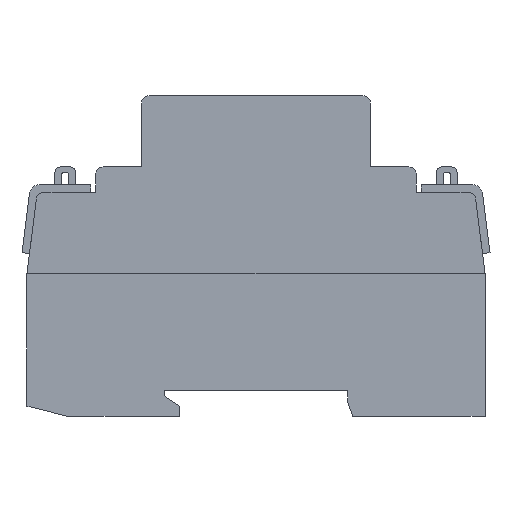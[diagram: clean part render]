
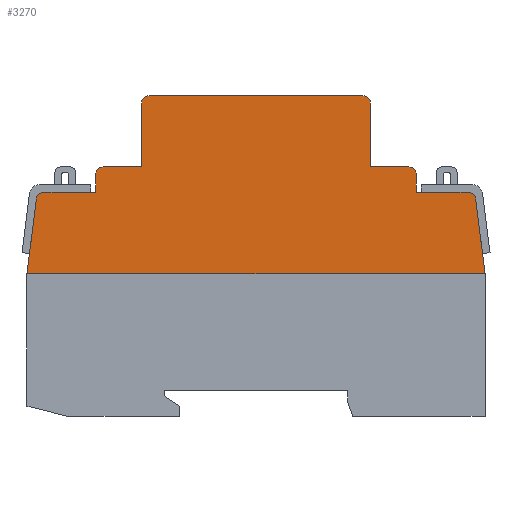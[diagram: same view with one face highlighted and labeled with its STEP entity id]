
A CAD part, left-side view. The second image highlights one B-rep face of the part: STEP entity #3270.
In plain terms, the highlighted planar face has unit normal (-1, 0, 0).
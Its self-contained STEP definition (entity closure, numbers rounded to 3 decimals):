
#43=CIRCLE('',#3466,1.5);
#45=CIRCLE('',#3471,1.5);
#47=CIRCLE('',#3476,1.5);
#49=CIRCLE('',#3482,1.5);
#51=CIRCLE('',#3487,1.5);
#53=CIRCLE('',#3492,1.5);
#282=FACE_OUTER_BOUND('',#484,.T.);
#484=EDGE_LOOP('',(#2604,#2605,#2606,#2607,#2608,#2609,#2610,#2611,#2612,
#2613,#2614,#2615,#2616,#2617,#2618,#2619,#2620,#2621));
#752=LINE('',#4965,#1134);
#756=LINE('',#4977,#1138);
#759=LINE('',#4983,#1141);
#763=LINE('',#4995,#1145);
#766=LINE('',#5001,#1148);
#770=LINE('',#5013,#1152);
#773=LINE('',#5019,#1155);
#776=LINE('',#5025,#1158);
#780=LINE('',#5037,#1162);
#783=LINE('',#5043,#1165);
#787=LINE('',#5055,#1169);
#790=LINE('',#5061,#1172);
#1134=VECTOR('',#4033,1.);
#1138=VECTOR('',#4045,1.);
#1141=VECTOR('',#4050,1.);
#1145=VECTOR('',#4062,1.);
#1148=VECTOR('',#4067,1.);
#1152=VECTOR('',#4079,1.);
#1155=VECTOR('',#4084,1.);
#1158=VECTOR('',#4089,1.);
#1162=VECTOR('',#4101,1.);
#1165=VECTOR('',#4106,1.);
#1169=VECTOR('',#4118,1.);
#1172=VECTOR('',#4123,1.);
#1476=VERTEX_POINT('',#4962);
#1477=VERTEX_POINT('',#4964);
#1479=VERTEX_POINT('',#4970);
#1481=VERTEX_POINT('',#4976);
#1483=VERTEX_POINT('',#4982);
#1485=VERTEX_POINT('',#4988);
#1487=VERTEX_POINT('',#4994);
#1489=VERTEX_POINT('',#5000);
#1491=VERTEX_POINT('',#5006);
#1493=VERTEX_POINT('',#5012);
#1495=VERTEX_POINT('',#5018);
#1497=VERTEX_POINT('',#5024);
#1499=VERTEX_POINT('',#5030);
#1501=VERTEX_POINT('',#5036);
#1503=VERTEX_POINT('',#5042);
#1505=VERTEX_POINT('',#5048);
#1507=VERTEX_POINT('',#5054);
#1509=VERTEX_POINT('',#5060);
#1856=EDGE_CURVE('',#1477,#1476,#752,.T.);
#1859=EDGE_CURVE('',#1479,#1477,#43,.T.);
#1862=EDGE_CURVE('',#1481,#1479,#756,.T.);
#1865=EDGE_CURVE('',#1483,#1481,#759,.T.);
#1868=EDGE_CURVE('',#1485,#1483,#45,.T.);
#1871=EDGE_CURVE('',#1487,#1485,#763,.T.);
#1874=EDGE_CURVE('',#1489,#1487,#766,.T.);
#1877=EDGE_CURVE('',#1491,#1489,#47,.T.);
#1880=EDGE_CURVE('',#1493,#1491,#770,.T.);
#1883=EDGE_CURVE('',#1495,#1493,#773,.T.);
#1886=EDGE_CURVE('',#1497,#1495,#776,.T.);
#1889=EDGE_CURVE('',#1499,#1497,#49,.T.);
#1892=EDGE_CURVE('',#1501,#1499,#780,.T.);
#1895=EDGE_CURVE('',#1503,#1501,#783,.T.);
#1898=EDGE_CURVE('',#1505,#1503,#51,.T.);
#1901=EDGE_CURVE('',#1507,#1505,#787,.T.);
#1904=EDGE_CURVE('',#1509,#1507,#790,.T.);
#1907=EDGE_CURVE('',#1476,#1509,#53,.T.);
#2604=ORIENTED_EDGE('',*,*,#1907,.T.);
#2605=ORIENTED_EDGE('',*,*,#1904,.T.);
#2606=ORIENTED_EDGE('',*,*,#1901,.T.);
#2607=ORIENTED_EDGE('',*,*,#1898,.T.);
#2608=ORIENTED_EDGE('',*,*,#1895,.T.);
#2609=ORIENTED_EDGE('',*,*,#1892,.T.);
#2610=ORIENTED_EDGE('',*,*,#1889,.T.);
#2611=ORIENTED_EDGE('',*,*,#1886,.T.);
#2612=ORIENTED_EDGE('',*,*,#1883,.T.);
#2613=ORIENTED_EDGE('',*,*,#1880,.T.);
#2614=ORIENTED_EDGE('',*,*,#1877,.T.);
#2615=ORIENTED_EDGE('',*,*,#1874,.T.);
#2616=ORIENTED_EDGE('',*,*,#1871,.T.);
#2617=ORIENTED_EDGE('',*,*,#1868,.T.);
#2618=ORIENTED_EDGE('',*,*,#1865,.T.);
#2619=ORIENTED_EDGE('',*,*,#1862,.T.);
#2620=ORIENTED_EDGE('',*,*,#1859,.T.);
#2621=ORIENTED_EDGE('',*,*,#1856,.T.);
#3112=PLANE('',#3493);
#3270=ADVANCED_FACE('',(#282),#3112,.T.);
#3466=AXIS2_PLACEMENT_3D('',#4971,#4039,#4040);
#3471=AXIS2_PLACEMENT_3D('',#4989,#4056,#4057);
#3476=AXIS2_PLACEMENT_3D('',#5007,#4073,#4074);
#3482=AXIS2_PLACEMENT_3D('',#5031,#4095,#4096);
#3487=AXIS2_PLACEMENT_3D('',#5049,#4112,#4113);
#3492=AXIS2_PLACEMENT_3D('',#5065,#4129,#4130);
#3493=AXIS2_PLACEMENT_3D('',#5066,#4131,#4132);
#4033=DIRECTION('',(0.,1.,0.));
#4039=DIRECTION('center_axis',(-1.,0.,0.));
#4040=DIRECTION('ref_axis',(0.,-1.,0.));
#4045=DIRECTION('',(0.,0.,1.));
#4050=DIRECTION('',(0.,1.,0.));
#4056=DIRECTION('center_axis',(-1.,0.,0.));
#4057=DIRECTION('ref_axis',(0.,-1.,0.));
#4062=DIRECTION('',(0.,0.,1.));
#4067=DIRECTION('',(0.,1.,0.));
#4073=DIRECTION('center_axis',(-1.,0.,0.));
#4074=DIRECTION('ref_axis',(0.,-0.992,0.124));
#4079=DIRECTION('',(0.,0.124,0.992));
#4084=DIRECTION('',(0.,-1.,0.));
#4089=DIRECTION('',(0.,0.124,-0.992));
#4095=DIRECTION('center_axis',(-1.,0.,0.));
#4096=DIRECTION('ref_axis',(0.,0.,1.));
#4101=DIRECTION('',(0.,1.,0.));
#4106=DIRECTION('',(0.,0.,-1.));
#4112=DIRECTION('center_axis',(-1.,0.,0.));
#4113=DIRECTION('ref_axis',(0.,0.,
1.));
#4118=DIRECTION('',(0.,1.,0.));
#4123=DIRECTION('',(0.,0.,-1.));
#4129=DIRECTION('center_axis',(-1.,0.,0.));
#4130=DIRECTION('ref_axis',(0.,0.,
1.));
#4131=DIRECTION('center_axis',(-1.,0.,0.));
#4132=DIRECTION('ref_axis',(0.,0.,1.));
#4962=CARTESIAN_POINT('',(0.,21.,58.));
#4964=CARTESIAN_POINT('',(0.,-21.,58.));
#4965=CARTESIAN_POINT('',(0.,-21.,58.));
#4970=CARTESIAN_POINT('',(0.,-22.5,56.5));
#4971=CARTESIAN_POINT('Origin',(0.,-21.,56.5));
#4976=CARTESIAN_POINT('',(0.,-22.5,44.));
#4977=CARTESIAN_POINT('',(0.,-22.5,44.));
#4982=CARTESIAN_POINT('',(0.,-30.,44.));
#4983=CARTESIAN_POINT('',(0.,-30.,44.));
#4988=CARTESIAN_POINT('',(0.,-31.5,42.5));
#4989=CARTESIAN_POINT('Origin',(0.,-30.,42.5));
#4994=CARTESIAN_POINT('',(0.,-31.5,39.));
#4995=CARTESIAN_POINT('',(0.,-31.5,39.));
#5000=CARTESIAN_POINT('',(0.,-41.676,39.));
#5001=CARTESIAN_POINT('',(0.,-41.676,39.));
#5006=CARTESIAN_POINT('',(0.,-43.164,37.686));
#5007=CARTESIAN_POINT('Origin',(0.,-41.676,37.5));
#5012=CARTESIAN_POINT('',(0.,-45.,23.));
#5013=CARTESIAN_POINT('',(0.,-45.,23.));
#5018=CARTESIAN_POINT('',(0.,45.,23.));
#5019=CARTESIAN_POINT('',(0.,45.,23.));
#5024=CARTESIAN_POINT('',(0.,43.164,37.686));
#5025=CARTESIAN_POINT('',(0.,43.164,37.686));
#5030=CARTESIAN_POINT('',(0.,41.676,39.));
#5031=CARTESIAN_POINT('Origin',(0.,41.676,37.5));
#5036=CARTESIAN_POINT('',(0.,31.5,39.));
#5037=CARTESIAN_POINT('',(0.,31.5,39.));
#5042=CARTESIAN_POINT('',(0.,31.5,42.5));
#5043=CARTESIAN_POINT('',(0.,31.5,42.5));
#5048=CARTESIAN_POINT('',(0.,30.,44.));
#5049=CARTESIAN_POINT('Origin',(0.,30.,42.5));
#5054=CARTESIAN_POINT('',(0.,22.5,44.));
#5055=CARTESIAN_POINT('',(0.,22.5,44.));
#5060=CARTESIAN_POINT('',(0.,22.5,56.5));
#5061=CARTESIAN_POINT('',(0.,22.5,56.5));
#5065=CARTESIAN_POINT('Origin',(0.,21.,56.5));
#5066=CARTESIAN_POINT('Origin',(0.,0.,37.118));
